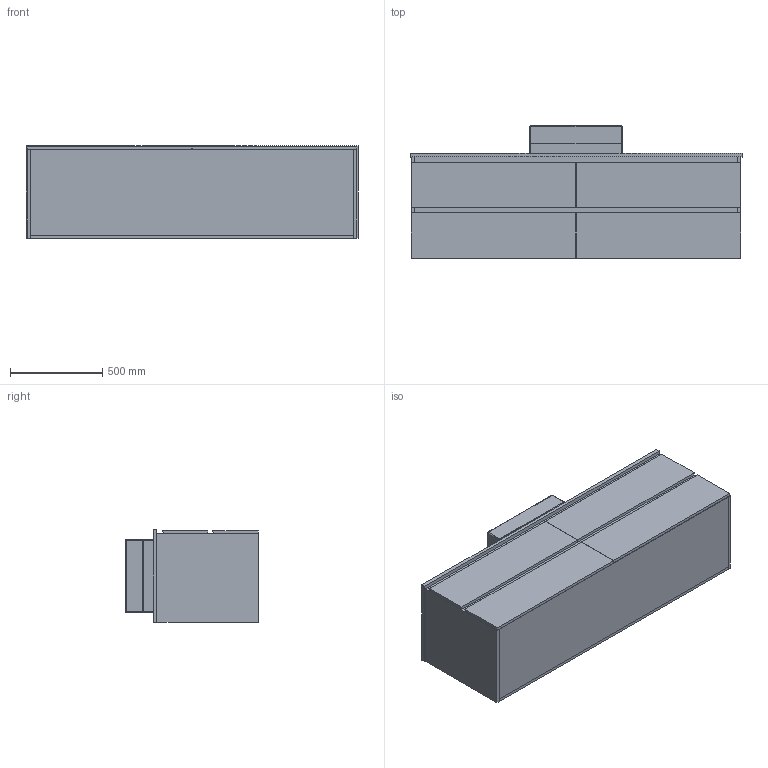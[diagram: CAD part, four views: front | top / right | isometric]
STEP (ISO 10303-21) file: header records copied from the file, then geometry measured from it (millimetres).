
FILE_DESCRIPTION (( 'STEP AP214' ), '1' );
FILE_NAME ('AD Twin Benchtop 1800 ASSEM.STEP', '2019-03-08T00:36:57', ( '' ), ( '' ), 'SwSTEP 2.0', 'SolidWorks 2015', '' );
FILE_SCHEMA (( 'AUTOMOTIVE_DESIGN' ));
Length unit declared in the file: millimetre
Products named in the file (11): 1800 slab top; 1800 semi inset top ASSEM; Posh Solus Semi-Inset Basin ASSEM; AD Twin Benchtop 1800 ASSEM; Posh Solus Counter Basin ASSEM; CERAMIC OVERFLOW COVER; Posh Solus Semi-Inset Basin; Posh Solus Counter Basin; 1800 semi inset top; 1800 Above counter top ASSEM; AD Twin Benchtop 1800
Assembly tree (11 placements, depth 4):
  AD Twin Benchtop 1800 ASSEM
    AD Twin Benchtop 1800
    1800 Above counter top ASSEM
      1800 slab top
      Posh Solus Counter Basin ASSEM
        Posh Solus Counter Basin
        CERAMIC OVERFLOW COVER
    1800 semi inset top ASSEM
      1800 semi inset top
      Posh Solus Semi-Inset Basin ASSEM
        Posh Solus Semi-Inset Basin
        CERAMIC OVERFLOW COVER
Bounding box: 1800 x 720 x 500 mm (x, y, z)
Volume: 118891030 mm3; surface area: 13834690.9 mm2
Topology: 15 solids, 15 shells, 268 faces, 614 edges, 378 vertices
Faces by surface type: plane 175, cylinder 51, torus 16, bspline 14, sphere 12
Entity records: 8331 total; most frequent: CARTESIAN_POINT 2523, DIRECTION 1074, ORIENTED_EDGE 1036, EDGE_CURVE 518, AXIS2_PLACEMENT_3D 364, VECTOR 346, LINE 346, VERTEX_POINT 325
